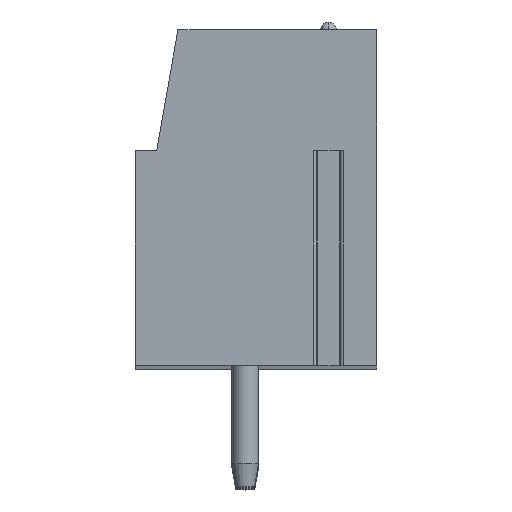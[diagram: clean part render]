
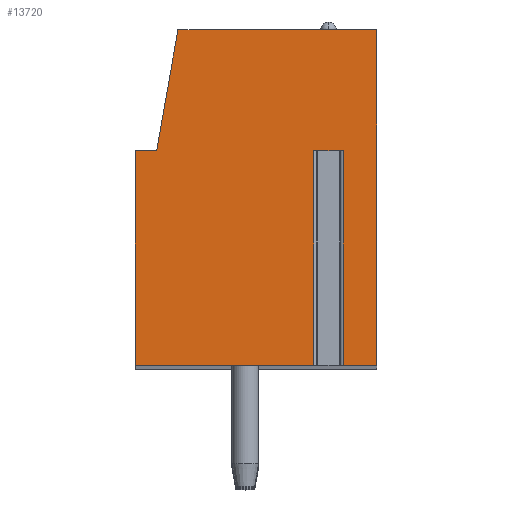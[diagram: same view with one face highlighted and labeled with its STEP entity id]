
A CAD part, top view. The second image highlights one B-rep face of the part: STEP entity #13720.
In plain terms, the highlighted planar face has unit normal (0, 0, 1).
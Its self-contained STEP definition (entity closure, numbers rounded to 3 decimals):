
#13=DIRECTION('',(-1.,0.,0.));
#14=VECTOR('',#13,1.112);
#15=CARTESIAN_POINT('',(3.256,1.75,78.74));
#16=LINE('',#15,#14);
#17=DIRECTION('',(0.,-1.,0.));
#18=VECTOR('',#17,8.);
#19=CARTESIAN_POINT('',(2.144,1.75,78.74));
#20=LINE('',#19,#18);
#21=DIRECTION('',(1.,0.,0.));
#22=VECTOR('',#21,6.644);
#23=CARTESIAN_POINT('',(-4.5,-6.25,78.74));
#24=LINE('',#23,#22);
#25=DIRECTION('',(0.,-1.,0.));
#26=VECTOR('',#25,8.);
#27=CARTESIAN_POINT('',(-4.5,1.75,78.74));
#28=LINE('',#27,#26);
#29=DIRECTION('',(-1.,0.,0.));
#30=VECTOR('',#29,0.8);
#31=CARTESIAN_POINT('',(-3.7,1.75,78.74));
#32=LINE('',#31,#30);
#33=DIRECTION('',(-0.174,-0.985,0.));
#34=VECTOR('',#33,4.569);
#35=CARTESIAN_POINT('',(-2.907,6.25,78.74));
#36=LINE('',#35,#34);
#37=DIRECTION('',(-1.,0.,0.));
#38=VECTOR('',#37,7.407);
#39=CARTESIAN_POINT('',(4.5,6.25,78.74));
#40=LINE('',#39,#38);
#41=DIRECTION('',(0.,1.,0.));
#42=VECTOR('',#41,12.5);
#43=CARTESIAN_POINT('',(4.5,-6.25,78.74));
#44=LINE('',#43,#42);
#45=DIRECTION('',(1.,0.,0.));
#46=VECTOR('',#45,1.244);
#47=CARTESIAN_POINT('',(3.256,-6.25,78.74));
#48=LINE('',#47,#46);
#49=DIRECTION('',(0.,-1.,0.));
#50=VECTOR('',#49,8.);
#51=CARTESIAN_POINT('',(3.256,1.75,78.74));
#52=LINE('',#51,#50);
#10801=CARTESIAN_POINT('',(-3.7,1.75,78.74));
#10802=CARTESIAN_POINT('',(-4.5,1.75,78.74));
#10803=VERTEX_POINT('',#10801);
#10804=VERTEX_POINT('',#10802);
#10805=CARTESIAN_POINT('',(-4.5,-6.25,78.74));
#10806=VERTEX_POINT('',#10805);
#10807=CARTESIAN_POINT('',(4.5,-6.25,78.74));
#10808=CARTESIAN_POINT('',(4.5,6.25,78.74));
#10809=VERTEX_POINT('',#10807);
#10810=VERTEX_POINT('',#10808);
#10811=CARTESIAN_POINT('',(-2.907,6.25,78.74));
#10812=VERTEX_POINT('',#10811);
#10861=CARTESIAN_POINT('',(3.256,1.75,78.74));
#10862=CARTESIAN_POINT('',(2.144,1.75,78.74));
#10863=VERTEX_POINT('',#10861);
#10864=VERTEX_POINT('',#10862);
#10865=CARTESIAN_POINT('',(2.144,-6.25,78.74));
#10866=VERTEX_POINT('',#10865);
#10867=CARTESIAN_POINT('',(3.256,-6.25,78.74));
#10868=VERTEX_POINT('',#10867);
#13693=CARTESIAN_POINT('',(0.,0.,78.74));
#13694=DIRECTION('',(0.,0.,1.));
#13695=DIRECTION('',(1.,0.,0.));
#13696=AXIS2_PLACEMENT_3D('',#13693,#13694,#13695);
#13697=PLANE('',#13696);
#13699=ORIENTED_EDGE('',*,*,#13698,.T.);
#13701=ORIENTED_EDGE('',*,*,#13700,.T.);
#13703=ORIENTED_EDGE('',*,*,#13702,.F.);
#13705=ORIENTED_EDGE('',*,*,#13704,.F.);
#13707=ORIENTED_EDGE('',*,*,#13706,.F.);
#13709=ORIENTED_EDGE('',*,*,#13708,.F.);
#13711=ORIENTED_EDGE('',*,*,#13710,.F.);
#13713=ORIENTED_EDGE('',*,*,#13712,.F.);
#13715=ORIENTED_EDGE('',*,*,#13714,.F.);
#13717=ORIENTED_EDGE('',*,*,#13716,.F.);
#13718=EDGE_LOOP('',(#13699,#13701,#13703,#13705,#13707,#13709,#13711,#13713,
#13715,#13717));
#13719=FACE_OUTER_BOUND('',#13718,.F.);
#13698=EDGE_CURVE('',#10863,#10864,#16,.T.);
#13700=EDGE_CURVE('',#10864,#10866,#20,.T.);
#13702=EDGE_CURVE('',#10806,#10866,#24,.T.);
#13704=EDGE_CURVE('',#10804,#10806,#28,.T.);
#13706=EDGE_CURVE('',#10803,#10804,#32,.T.);
#13708=EDGE_CURVE('',#10812,#10803,#36,.T.);
#13710=EDGE_CURVE('',#10810,#10812,#40,.T.);
#13712=EDGE_CURVE('',#10809,#10810,#44,.T.);
#13714=EDGE_CURVE('',#10868,#10809,#48,.T.);
#13716=EDGE_CURVE('',#10863,#10868,#52,.T.);
#13720=ADVANCED_FACE('',(#13719),#13697,.T.);
